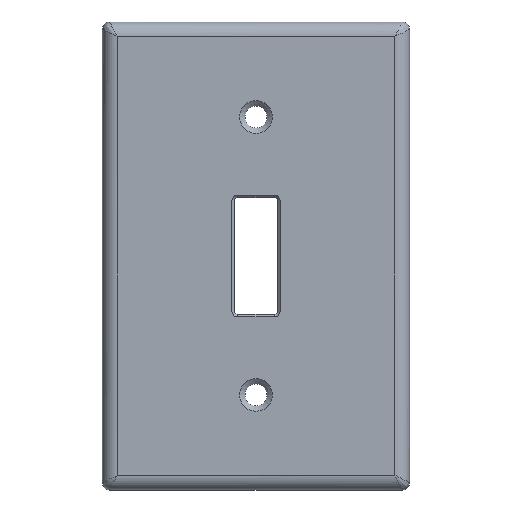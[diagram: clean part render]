
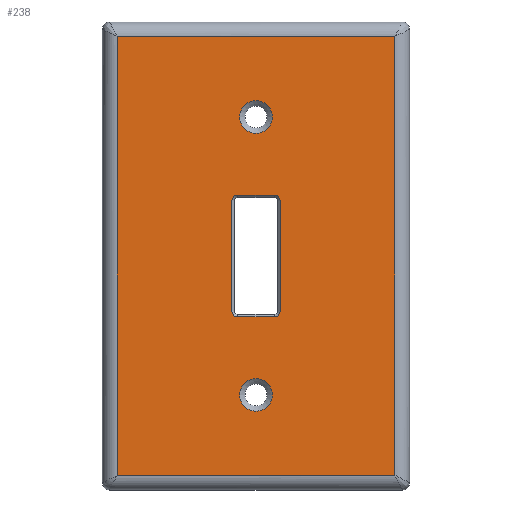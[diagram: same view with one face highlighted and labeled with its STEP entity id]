
A CAD part, top view. The second image highlights one B-rep face of the part: STEP entity #238.
In plain terms, the highlighted planar face has unit normal (0, 0, 1).
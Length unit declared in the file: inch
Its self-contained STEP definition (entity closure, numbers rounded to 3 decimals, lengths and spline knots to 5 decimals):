
#4 = VERTEX_POINT ( 'NONE', #207 ) ;
#40 = PLANE ( 'NONE',  #756 ) ;
#41 = CARTESIAN_POINT ( 'NONE',  ( -0.2075, 0.46875, 0.1875 ) ) ;
#46 = CARTESIAN_POINT ( 'NONE',  ( 0., 1.1875, 0.1875 ) ) ;
#48 = CARTESIAN_POINT ( 'NONE',  ( 0., -1.1875, 0.1875 ) ) ;
#51 = VERTEX_POINT ( 'NONE', #734 ) ;
#55 = AXIS2_PLACEMENT_3D ( 'NONE', #83, #389, #56 ) ;
#56 = DIRECTION ( 'NONE',  ( 1., 0., 0. ) ) ;
#60 = VERTEX_POINT ( 'NONE', #426 ) ;
#68 = DIRECTION ( 'NONE',  ( 0., 0., -1. ) ) ;
#83 = CARTESIAN_POINT ( 'NONE',  ( 0., -1.1875, 0.1875 ) ) ;
#98 = EDGE_LOOP ( 'NONE', ( #476, #365 ) ) ;
#100 = AXIS2_PLACEMENT_3D ( 'NONE', #46, #1111, #253 ) ;
#117 = ORIENTED_EDGE ( 'NONE', *, *, #1201, .T. ) ;
#125 = VERTEX_POINT ( 'NONE', #1217 ) ;
#133 = EDGE_CURVE ( 'NONE', #347, #51, #908, .T. ) ;
#142 = FACE_BOUND ( 'NONE', #98, .T. ) ;
#157 = CARTESIAN_POINT ( 'NONE',  ( 0., 1.875, 0.1875 ) ) ;
#160 = EDGE_CURVE ( 'NONE', #1021, #357, #382, .T. ) ;
#163 = DIRECTION ( 'NONE',  ( 1., 0., 0. ) ) ;
#165 = EDGE_LOOP ( 'NONE', ( #506, #609, #186, #335, #924, #1361, #629, #1104 ) ) ;
#169 = DIRECTION ( 'NONE',  ( -1., 0., 0. ) ) ;
#171 = VECTOR ( 'NONE', #796, 39.37008 ) ;
#185 = EDGE_CURVE ( 'NONE', #4, #982, #800, .T. ) ;
#186 = ORIENTED_EDGE ( 'NONE', *, *, #185, .T. ) ;
#187 = CARTESIAN_POINT ( 'NONE',  ( 0.1395, 1.1875, 0.1875 ) ) ;
#193 = EDGE_CURVE ( 'NONE', #1223, #1199, #1157, .T. ) ;
#197 = EDGE_CURVE ( 'NONE', #293, #1071, #370, .T. ) ;
#204 = VERTEX_POINT ( 'NONE', #1113 ) ;
#207 = CARTESIAN_POINT ( 'NONE',  ( 0.2075, -0.46875, 0.1875 ) ) ;
#223 = CARTESIAN_POINT ( 'NONE',  ( -0.15625, -0.46875, 0.1875 ) ) ;
#238 = ADVANCED_FACE ( 'NONE', ( #999, #1092, #557, #142 ), #40, .F. ) ;
#253 = DIRECTION ( 'NONE',  ( 1., 0., 0. ) ) ;
#267 = DIRECTION ( 'NONE',  ( 0., 1., 0. ) ) ;
#271 = CARTESIAN_POINT ( 'NONE',  ( 0.15625, 0.46875, 0.1875 ) ) ;
#288 = LINE ( 'NONE', #1139, #1033 ) ;
#292 = EDGE_CURVE ( 'NONE', #982, #204, #1357, .T. ) ;
#293 = VERTEX_POINT ( 'NONE', #1140 ) ;
#295 = CIRCLE ( 'NONE', #847, 0.05125 ) ;
#300 = DIRECTION ( 'NONE',  ( 0., 0., -1. ) ) ;
#328 = DIRECTION ( 'NONE',  ( 0., -1., 0. ) ) ;
#335 = ORIENTED_EDGE ( 'NONE', *, *, #292, .T. ) ;
#344 = VERTEX_POINT ( 'NONE', #1342 ) ;
#347 = VERTEX_POINT ( 'NONE', #511 ) ;
#356 = LINE ( 'NONE', #157, #1261 ) ;
#357 = VERTEX_POINT ( 'NONE', #1019 ) ;
#362 = CARTESIAN_POINT ( 'NONE',  ( 0.15625, -0.46875, 0.1875 ) ) ;
#365 = ORIENTED_EDGE ( 'NONE', *, *, #581, .F. ) ;
#370 = LINE ( 'NONE', #1339, #580 ) ;
#377 = DIRECTION ( 'NONE',  ( 1., 0., 0. ) ) ;
#382 = CIRCLE ( 'NONE', #1160, 0.1395 ) ;
#389 = DIRECTION ( 'NONE',  ( 0., 0., 1. ) ) ;
#424 = DIRECTION ( 'NONE',  ( 0., 0., -1. ) ) ;
#426 = CARTESIAN_POINT ( 'NONE',  ( -0.2075, -0.46875, 0.1875 ) ) ;
#439 = EDGE_CURVE ( 'NONE', #619, #125, #1152, .T. ) ;
#440 = DIRECTION ( 'NONE',  ( 0., -1., 0. ) ) ;
#443 = CARTESIAN_POINT ( 'NONE',  ( 1.1875, 1.875, 0.1875 ) ) ;
#447 = EDGE_CURVE ( 'NONE', #1151, #347, #1298, .T. ) ;
#473 = DIRECTION ( 'NONE',  ( 0., 0., 1. ) ) ;
#474 = AXIS2_PLACEMENT_3D ( 'NONE', #362, #575, #1003 ) ;
#476 = ORIENTED_EDGE ( 'NONE', *, *, #160, .F. ) ;
#500 = ORIENTED_EDGE ( 'NONE', *, *, #197, .T. ) ;
#506 = ORIENTED_EDGE ( 'NONE', *, *, #738, .T. ) ;
#511 = CARTESIAN_POINT ( 'NONE',  ( -0.15625, 0.52, 0.1875 ) ) ;
#526 = EDGE_CURVE ( 'NONE', #204, #60, #295, .T. ) ;
#537 = CARTESIAN_POINT ( 'NONE',  ( 0.2075, 0., 0.1875 ) ) ;
#557 = FACE_OUTER_BOUND ( 'NONE', #1059, .T. ) ;
#575 = DIRECTION ( 'NONE',  ( 0., 0., -1. ) ) ;
#580 = VECTOR ( 'NONE', #267, 39.37008 ) ;
#581 = EDGE_CURVE ( 'NONE', #357, #1021, #1119, .T. ) ;
#588 = AXIS2_PLACEMENT_3D ( 'NONE', #271, #68, #691 ) ;
#609 = ORIENTED_EDGE ( 'NONE', *, *, #1034, .T. ) ;
#610 = DIRECTION ( 'NONE',  ( 0., 1., 0. ) ) ;
#619 = VERTEX_POINT ( 'NONE', #1187 ) ;
#629 = ORIENTED_EDGE ( 'NONE', *, *, #447, .T. ) ;
#650 = CARTESIAN_POINT ( 'NONE',  ( -1.1875, 0., 0.1875 ) ) ;
#667 = CARTESIAN_POINT ( 'NONE',  ( -0.1395, -1.1875, 0.1875 ) ) ;
#681 = CARTESIAN_POINT ( 'NONE',  ( 0., -1.875, 0.1875 ) ) ;
#691 = DIRECTION ( 'NONE',  ( -1., 0., 0. ) ) ;
#693 = CARTESIAN_POINT ( 'NONE',  ( 0., -0.52, 0.1875 ) ) ;
#706 = EDGE_CURVE ( 'NONE', #1199, #1223, #878, .T. ) ;
#734 = CARTESIAN_POINT ( 'NONE',  ( 0.15625, 0.52, 0.1875 ) ) ;
#738 = EDGE_CURVE ( 'NONE', #51, #344, #739, .T. ) ;
#739 = CIRCLE ( 'NONE', #588, 0.05125 ) ;
#747 = DIRECTION ( 'NONE',  ( 0., 0., -1. ) ) ;
#756 = AXIS2_PLACEMENT_3D ( 'NONE', #1321, #300, #169 ) ;
#796 = DIRECTION ( 'NONE',  ( 1., 0., 0. ) ) ;
#797 = EDGE_CURVE ( 'NONE', #60, #1151, #288, .T. ) ;
#800 = CIRCLE ( 'NONE', #474, 0.05125 ) ;
#814 = EDGE_LOOP ( 'NONE', ( #1044, #842 ) ) ;
#842 = ORIENTED_EDGE ( 'NONE', *, *, #193, .F. ) ;
#847 = AXIS2_PLACEMENT_3D ( 'NONE', #223, #424, #948 ) ;
#855 = DIRECTION ( 'NONE',  ( -1., 0., 0. ) ) ;
#874 = AXIS2_PLACEMENT_3D ( 'NONE', #1283, #747, #855 ) ;
#878 = CIRCLE ( 'NONE', #55, 0.1395 ) ;
#881 = DIRECTION ( 'NONE',  ( 0., 0., 1. ) ) ;
#887 = CARTESIAN_POINT ( 'NONE',  ( 0., 1.1875, 0.1875 ) ) ;
#908 = LINE ( 'NONE', #1099, #988 ) ;
#924 = ORIENTED_EDGE ( 'NONE', *, *, #526, .T. ) ;
#948 = DIRECTION ( 'NONE',  ( -1., 0., 0. ) ) ;
#982 = VERTEX_POINT ( 'NONE', #1043 ) ;
#988 = VECTOR ( 'NONE', #377, 39.37008 ) ;
#999 = FACE_BOUND ( 'NONE', #165, .T. ) ;
#1003 = DIRECTION ( 'NONE',  ( -1., 0., 0. ) ) ;
#1019 = CARTESIAN_POINT ( 'NONE',  ( -0.1395, 1.1875, 0.1875 ) ) ;
#1021 = VERTEX_POINT ( 'NONE', #187 ) ;
#1028 = ORIENTED_EDGE ( 'NONE', *, *, #439, .T. ) ;
#1033 = VECTOR ( 'NONE', #610, 39.37008 ) ;
#1034 = EDGE_CURVE ( 'NONE', #344, #4, #1189, .T. ) ;
#1043 = CARTESIAN_POINT ( 'NONE',  ( 0.15625, -0.52, 0.1875 ) ) ;
#1044 = ORIENTED_EDGE ( 'NONE', *, *, #706, .F. ) ;
#1059 = EDGE_LOOP ( 'NONE', ( #1028, #1385, #500, #117 ) ) ;
#1071 = VERTEX_POINT ( 'NONE', #443 ) ;
#1092 = FACE_BOUND ( 'NONE', #814, .T. ) ;
#1099 = CARTESIAN_POINT ( 'NONE',  ( 0., 0.52, 0.1875 ) ) ;
#1104 = ORIENTED_EDGE ( 'NONE', *, *, #133, .T. ) ;
#1111 = DIRECTION ( 'NONE',  ( 0., 0., 1. ) ) ;
#1113 = CARTESIAN_POINT ( 'NONE',  ( -0.15625, -0.52, 0.1875 ) ) ;
#1119 = CIRCLE ( 'NONE', #100, 0.1395 ) ;
#1124 = VECTOR ( 'NONE', #328, 39.37008 ) ;
#1138 = VECTOR ( 'NONE', #1247, 39.37008 ) ;
#1139 = CARTESIAN_POINT ( 'NONE',  ( -0.2075, 0., 0.1875 ) ) ;
#1140 = CARTESIAN_POINT ( 'NONE',  ( 1.1875, -1.875, 0.1875 ) ) ;
#1151 = VERTEX_POINT ( 'NONE', #41 ) ;
#1152 = LINE ( 'NONE', #650, #1323 ) ;
#1157 = CIRCLE ( 'NONE', #1326, 0.1395 ) ;
#1160 = AXIS2_PLACEMENT_3D ( 'NONE', #887, #881, #163 ) ;
#1187 = CARTESIAN_POINT ( 'NONE',  ( -1.1875, 1.875, 0.1875 ) ) ;
#1189 = LINE ( 'NONE', #537, #1124 ) ;
#1198 = CARTESIAN_POINT ( 'NONE',  ( 0.1395, -1.1875, 0.1875 ) ) ;
#1199 = VERTEX_POINT ( 'NONE', #1198 ) ;
#1201 = EDGE_CURVE ( 'NONE', #1071, #619, #356, .T. ) ;
#1211 = DIRECTION ( 'NONE',  ( -1., 0., 0. ) ) ;
#1217 = CARTESIAN_POINT ( 'NONE',  ( -1.1875, -1.875, 0.1875 ) ) ;
#1221 = EDGE_CURVE ( 'NONE', #125, #293, #1334, .T. ) ;
#1223 = VERTEX_POINT ( 'NONE', #667 ) ;
#1247 = DIRECTION ( 'NONE',  ( -1., 0., 0. ) ) ;
#1261 = VECTOR ( 'NONE', #1211, 39.37008 ) ;
#1283 = CARTESIAN_POINT ( 'NONE',  ( -0.15625, 0.46875, 0.1875 ) ) ;
#1298 = CIRCLE ( 'NONE', #874, 0.05125 ) ;
#1321 = CARTESIAN_POINT ( 'NONE',  ( 0., 0., 0.1875 ) ) ;
#1323 = VECTOR ( 'NONE', #440, 39.37008 ) ;
#1326 = AXIS2_PLACEMENT_3D ( 'NONE', #48, #473, #1333 ) ;
#1333 = DIRECTION ( 'NONE',  ( 1., 0., 0. ) ) ;
#1334 = LINE ( 'NONE', #681, #171 ) ;
#1339 = CARTESIAN_POINT ( 'NONE',  ( 1.1875, 0., 0.1875 ) ) ;
#1342 = CARTESIAN_POINT ( 'NONE',  ( 0.2075, 0.46875, 0.1875 ) ) ;
#1357 = LINE ( 'NONE', #693, #1138 ) ;
#1361 = ORIENTED_EDGE ( 'NONE', *, *, #797, .T. ) ;
#1385 = ORIENTED_EDGE ( 'NONE', *, *, #1221, .T. ) ;
